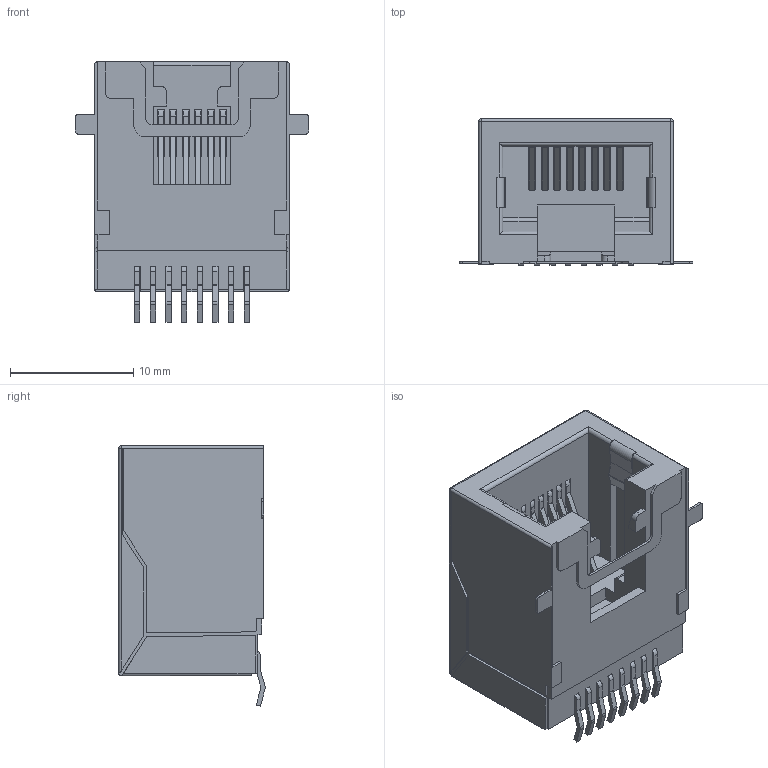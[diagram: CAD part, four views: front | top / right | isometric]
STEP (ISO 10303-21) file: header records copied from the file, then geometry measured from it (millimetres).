
FILE_DESCRIPTION(('CATIA V5 STEP Exchange','CAx-IF Rec.Pracs.--- Model Styling and Organization---1.2---2011-12-15'),'2;1');
FILE_NAME ('D1451993_0', '2018-09-22T12:42:21+00:00', ('none'), ('Weidmueller'), 'CATIA Version 5-6 Release 2014', 'CATIA V5 STEP AP214', 'none');
FILE_SCHEMA(('AUTOMOTIVE_DESIGN { 1 0 10303 214 1 1 1 1 }'));
Length unit declared in the file: millimetre
Products named in the file (1): 1433890000
Bounding box: 19 x 11.9 x 21.17 mm (x, y, z)
Volume: 2055.8 mm3; surface area: 2852.5 mm2
Topology: 1 solids, 1 shells, 607 faces, 1837 edges, 1212 vertices
Faces by surface type: plane 474, cylinder 131, sphere 2
Entity records: 18498 total; most frequent: ORIENTED_EDGE 3670, CARTESIAN_POINT 3366, DIRECTION 2349, EDGE_CURVE 1835, VECTOR 1557, LINE 1557, VERTEX_POINT 1212, EDGE_LOOP 623
